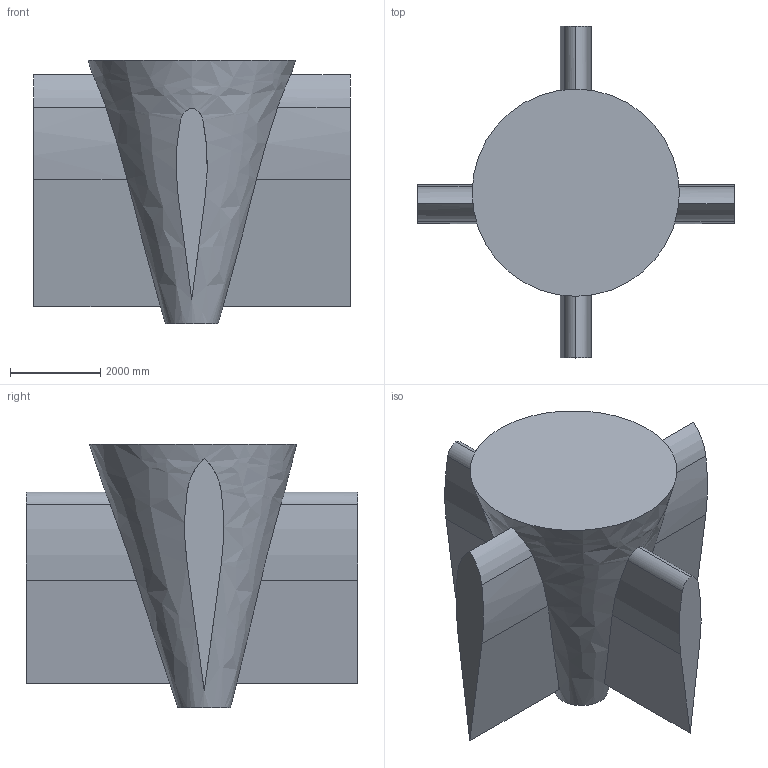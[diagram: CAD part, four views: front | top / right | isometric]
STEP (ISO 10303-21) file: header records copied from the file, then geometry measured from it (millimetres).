
FILE_DESCRIPTION(('Open CASCADE Model'),'2;1');
FILE_NAME('Open CASCADE Shape Model','2025-02-10T10:56:18',('Author'),( 'Open CASCADE'),'Open CASCADE STEP processor 7.5','Open CASCADE 7.5' ,'Unknown');
FILE_SCHEMA(('AUTOMOTIVE_DESIGN { 1 0 10303 214 1 1 1 1 }'));
Length unit declared in the file: metre
Products named in the file (1): Open CASCADE STEP translator 7.5 5
Bounding box: 7027.8 x 7360 x 5850 mm (x, y, z)
Volume: 61520664492.9 mm3; surface area: 157296273.6 mm2
Topology: 1 solids, 1 shells, 31 faces, 82 edges, 56 vertices
Faces by surface type: cylinder 16, plane 14, bspline 1
Entity records: 5298 total; most frequent: CARTESIAN_POINT 3831, DIRECTION 216, ORIENTED_EDGE 164, PCURVE 164, DEFINITIONAL_REPRESENTATION 164, LINE 118, VECTOR 118, B_SPLINE_CURVE_WITH_KNOTS 92
